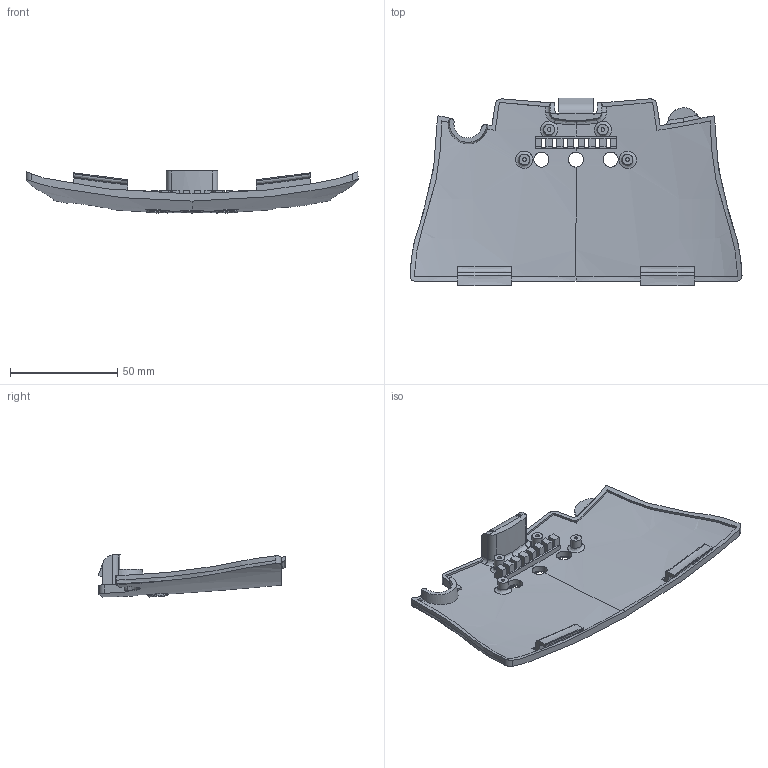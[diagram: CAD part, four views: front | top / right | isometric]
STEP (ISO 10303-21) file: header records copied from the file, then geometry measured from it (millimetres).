
FILE_DESCRIPTION(/* description */ (''),/* implementation_level */ '2;1');
FILE_NAME(/* name */ 'Battery Cover Back Plate V2.0.step',/* time_stamp */ '2017-06-25T11:03:31+10:00',/* author */ (''),/* organization */ (''),/* preprocessor_version */ 'ST-DEVELOPER v16.13',/* originating_system */ 'Autodesk Translation Framework v6.1.1.50',/* authorisation */ '');
FILE_SCHEMA (('AUTOMOTIVE_DESIGN { 1 0 10303 214 3 1 1 }'));
Length unit declared in the file: millimetre
Products named in the file (1): Igus body and back modified v52
Bounding box: 154.45 x 87.19 x 19.56 mm (x, y, z)
Volume: 33800 mm3; surface area: 29013.9 mm2
Topology: 1 solids, 1 shells, 313 faces, 895 edges, 574 vertices
Faces by surface type: bspline 115, plane 108, cylinder 70, sphere 14, torus 6
Full cylindrical faces by diameter (mm): 1.7 x4, 5 x4, 7 x3
Entity records: 25360 total; most frequent: CARTESIAN_POINT 17822, ORIENTED_EDGE 1746, DIRECTION 1328, EDGE_CURVE 873, VERTEX_POINT 563, AXIS2_PLACEMENT_3D 477, LINE 374, VECTOR 374
